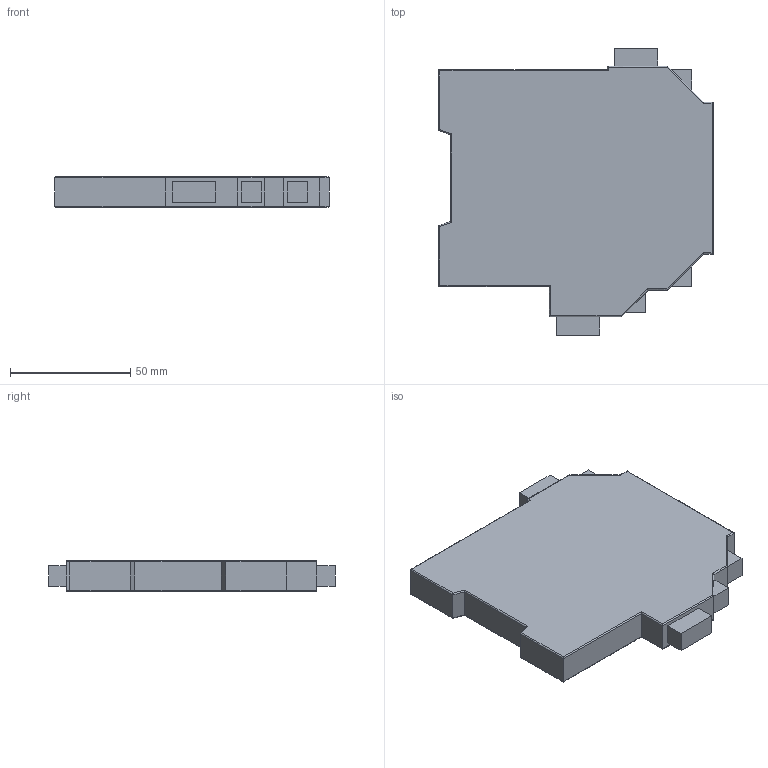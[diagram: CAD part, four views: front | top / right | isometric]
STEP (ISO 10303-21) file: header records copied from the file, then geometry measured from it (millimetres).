
FILE_DESCRIPTION((''),'2;1');
FILE_NAME('KC_MODULES_A2','2008-11-25T',('IndustrieHansa'),('Pepperl+Fuchs'),'PRO/ENGINEER BY PARAMETRIC TECHNOLOGY CORPORATION, 2006420','PRO/ENGINEER BY PARAMETRIC TECHNOLOGY CORPORATION, 2006420','');
FILE_SCHEMA(('AUTOMOTIVE_DESIGN_CC2 { 1 2 10303 214 -1 1 5 2 }'));
Length unit declared in the file: millimetre
Products named in the file (1): KC_MODULES_A2
Bounding box: 114 x 119 x 12.7 mm (x, y, z)
Volume: 133871.5 mm3; surface area: 26859.4 mm2
Topology: 1 solids, 1 shells, 78 faces, 177 edges, 106 vertices
Faces by surface type: bspline 78
Entity records: 3362 total; most frequent: CARTESIAN_POINT 1109, ORIENTED_EDGE 354, PRESENTATION_STYLE_ASSIGNMENT 200, STYLED_ITEM 178, CURVE_STYLE 177, EDGE_CURVE 177, DIRECTION 141, VECTOR 141
